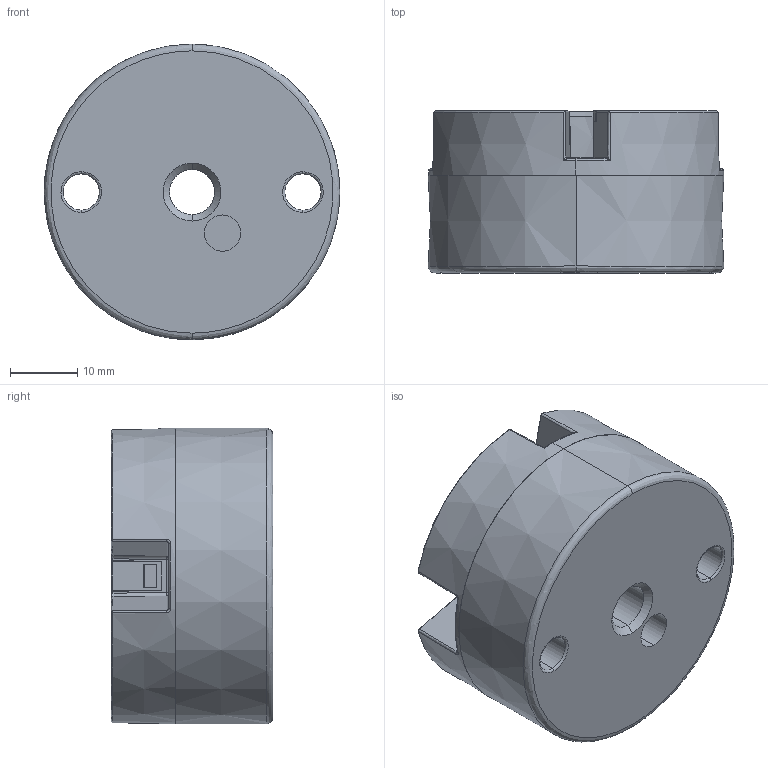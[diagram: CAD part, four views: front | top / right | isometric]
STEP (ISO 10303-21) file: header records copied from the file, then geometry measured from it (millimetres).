
FILE_DESCRIPTION (( 'STEP AP214' ), '1' );
FILE_NAME ('OTMT71-LFA1AAAA1AD+B2C1 Ext1b nc b2drftCc fxtr1Cb fxt r1 sr1 n1 TOPonly fxtr1 wbevcut compl 1C fxt sr1.STEP', '2023-03-20T11:25:55', ( '' ), ( '' ), 'SwSTEP 2.0', 'SolidWorks 2021', '' );
FILE_SCHEMA (( 'AUTOMOTIVE_DESIGN' ));
Length unit declared in the file: inch
Products named in the file (1): OTMT71-LFA1AAAA1AD+B2C1 Ext1b nc b2drftCc fxtr1Cb fxt r1 sr1 n1 TOPonly fxtr1 wbevcut compl 1C fxt sr1
Bounding box: 44 x 24.1 x 44 mm (x, y, z)
Volume: 27175.8 mm3; surface area: 13495.5 mm2
Topology: 2 solids, 5 shells, 1317 faces, 3747 edges, 2302 vertices
Faces by surface type: plane 492, bspline 339, cylinder 294, cone 133, torus 33, sphere 26
Entity records: 54043 total; most frequent: CARTESIAN_POINT 25192, ORIENTED_EDGE 7242, DIRECTION 4167, EDGE_CURVE 3621, VERTEX_POINT 2302, B_SPLINE_CURVE_WITH_KNOTS 1781, AXIS2_PLACEMENT_3D 1440, EDGE_LOOP 1373
